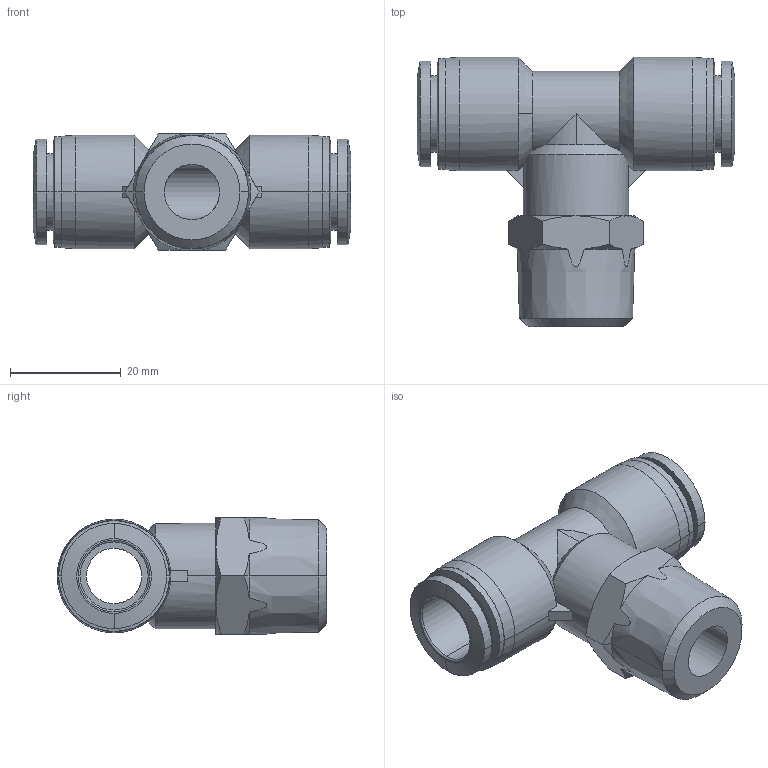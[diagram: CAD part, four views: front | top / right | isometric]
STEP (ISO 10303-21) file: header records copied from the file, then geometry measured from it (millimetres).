
FILE_DESCRIPTION (( 'STEP AP214' ), '1' );
FILE_NAME ('MBT12M-12R.step', '2016-02-24T20:39:29', ( '' ), ( '' ), 'SwSTEP 2.0', 'SolidWorks 2015', '' );
FILE_SCHEMA (( 'AUTOMOTIVE_DESIGN' ));
Length unit declared in the file: inch
Products named in the file (1): MBT12M-12R
Bounding box: 57.3 x 48.65 x 21 mm (x, y, z)
Volume: 16703.2 mm3; surface area: 9638.7 mm2
Topology: 1 solids, 1 shells, 98 faces, 242 edges, 154 vertices
Faces by surface type: cone 38, cylinder 32, plane 24, torus 4
Entity records: 4440 total; most frequent: CARTESIAN_POINT 833, DIRECTION 488, ORIENTED_EDGE 484, EDGE_CURVE 242, AXIS2_PLACEMENT_3D 209, VERTEX_POINT 154, CIRCLE 110, EDGE_LOOP 110
